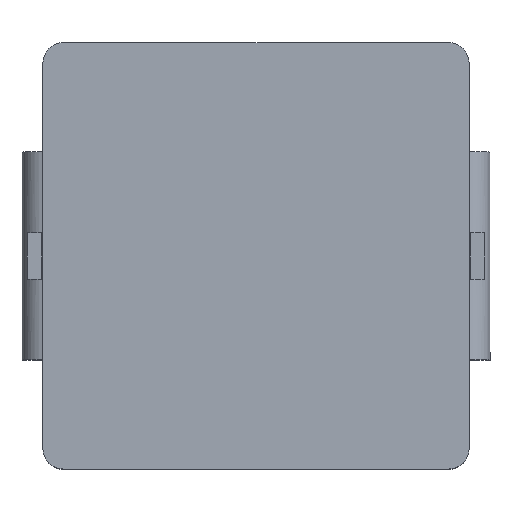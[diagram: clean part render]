
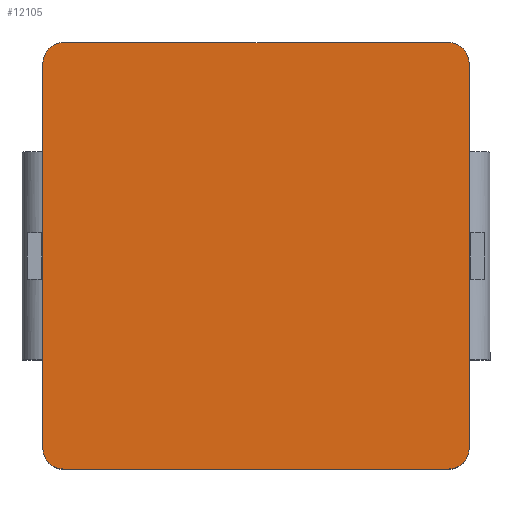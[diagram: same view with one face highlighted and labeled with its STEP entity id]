
A CAD part, top view. The second image highlights one B-rep face of the part: STEP entity #12105.
In plain terms, the highlighted planar face has unit normal (0, 0, 1).
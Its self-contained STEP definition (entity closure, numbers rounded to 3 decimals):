
#34 = CARTESIAN_POINT ( 'NONE',  ( 1.9, 2.05, 1.95 ) ) ;
#146 = ORIENTED_EDGE ( 'NONE', *, *, #3417, .T. ) ;
#749 = CARTESIAN_POINT ( 'NONE',  ( -1.9, -2.05, 1.95 ) ) ;
#1092 = CARTESIAN_POINT ( 'NONE',  ( 1.85, 1.85, 1.95 ) ) ;
#1515 = CIRCLE ( 'NONE', #5478, 0.2 ) ;
#2092 = VERTEX_POINT ( 'NONE', #5728 ) ;
#2174 = EDGE_CURVE ( 'NONE', #3329, #6019, #3237, .T. ) ;
#2350 = AXIS2_PLACEMENT_3D ( 'NONE', #1092, #10782, #12941 ) ;
#2551 = VECTOR ( 'NONE', #4935, 1000. ) ;
#2627 = DIRECTION ( 'NONE',  ( 0., 1., 0. ) ) ;
#2708 = CIRCLE ( 'NONE', #4464, 0.2 ) ;
#2781 = CARTESIAN_POINT ( 'NONE',  ( 2.05, 1.85, 1.95 ) ) ;
#2951 = ORIENTED_EDGE ( 'NONE', *, *, #12995, .T. ) ;
#2978 = ORIENTED_EDGE ( 'NONE', *, *, #3760, .T. ) ;
#3037 = VECTOR ( 'NONE', #3419, 1000. ) ;
#3083 = LINE ( 'NONE', #4032, #11703 ) ;
#3237 = LINE ( 'NONE', #34, #7182 ) ;
#3329 = VERTEX_POINT ( 'NONE', #11243 ) ;
#3417 = EDGE_CURVE ( 'NONE', #2092, #4499, #3083, .T. ) ;
#3419 = DIRECTION ( 'NONE',  ( 0., -1., 0. ) ) ;
#3486 = DIRECTION ( 'NONE',  ( 0., 0., 1. ) ) ;
#3760 = EDGE_CURVE ( 'NONE', #6019, #12015, #10863, .T. ) ;
#4032 = CARTESIAN_POINT ( 'NONE',  ( 2.05, -1.9, 1.95 ) ) ;
#4063 = DIRECTION ( 'NONE',  ( 0., 1., 0. ) ) ;
#4067 = CARTESIAN_POINT ( 'NONE',  ( -1.85, -1.85, 1.95 ) ) ;
#4464 = AXIS2_PLACEMENT_3D ( 'NONE', #13108, #12078, #2627 ) ;
#4499 = VERTEX_POINT ( 'NONE', #2781 ) ;
#4510 = VERTEX_POINT ( 'NONE', #9072 ) ;
#4935 = DIRECTION ( 'NONE',  ( 1., 0., 0. ) ) ;
#5478 = AXIS2_PLACEMENT_3D ( 'NONE', #4067, #12499, #9481 ) ;
#5728 = CARTESIAN_POINT ( 'NONE',  ( 2.05, -1.85, 1.95 ) ) ;
#5878 = DIRECTION ( 'NONE',  ( 0., 0., 1. ) ) ;
#5901 = AXIS2_PLACEMENT_3D ( 'NONE', #13545, #3486, #4063 ) ;
#5984 = AXIS2_PLACEMENT_3D ( 'NONE', #12226, #5878, #7130 ) ;
#6019 = VERTEX_POINT ( 'NONE', #8339 ) ;
#6154 = LINE ( 'NONE', #11730, #3037 ) ;
#6584 = ORIENTED_EDGE ( 'NONE', *, *, #6939, .T. ) ;
#6927 = VERTEX_POINT ( 'NONE', #8195 ) ;
#6939 = EDGE_CURVE ( 'NONE', #6927, #7902, #11253, .T. ) ;
#7074 = EDGE_CURVE ( 'NONE', #4499, #3329, #12472, .T. ) ;
#7130 = DIRECTION ( 'NONE',  ( 0., 1., 0. ) ) ;
#7182 = VECTOR ( 'NONE', #7592, 1000. ) ;
#7592 = DIRECTION ( 'NONE',  ( -1., 0., 0. ) ) ;
#7902 = VERTEX_POINT ( 'NONE', #11206 ) ;
#8147 = ORIENTED_EDGE ( 'NONE', *, *, #2174, .T. ) ;
#8195 = CARTESIAN_POINT ( 'NONE',  ( -1.85, -2.05, 1.95 ) ) ;
#8292 = PLANE ( 'NONE',  #5901 ) ;
#8339 = CARTESIAN_POINT ( 'NONE',  ( -1.85, 2.05, 1.95 ) ) ;
#9072 = CARTESIAN_POINT ( 'NONE',  ( -2.05, -1.85, 1.95 ) ) ;
#9136 = CARTESIAN_POINT ( 'NONE',  ( -2.05, 1.85, 1.95 ) ) ;
#9481 = DIRECTION ( 'NONE',  ( 0., 1., 0. ) ) ;
#9617 = ORIENTED_EDGE ( 'NONE', *, *, #7074, .T. ) ;
#9950 = EDGE_LOOP ( 'NONE', ( #12897, #146, #9617, #8147, #2978, #12822, #2951, #6584 ) ) ;
#10782 = DIRECTION ( 'NONE',  ( 0., 0., 1. ) ) ;
#10863 = CIRCLE ( 'NONE', #5984, 0.2 ) ;
#11206 = CARTESIAN_POINT ( 'NONE',  ( 1.85, -2.05, 1.95 ) ) ;
#11243 = CARTESIAN_POINT ( 'NONE',  ( 1.85, 2.05, 1.95 ) ) ;
#11253 = LINE ( 'NONE', #749, #2551 ) ;
#11606 = EDGE_CURVE ( 'NONE', #7902, #2092, #2708, .T. ) ;
#11703 = VECTOR ( 'NONE', #12462, 1000. ) ;
#11730 = CARTESIAN_POINT ( 'NONE',  ( -2.05, 1.9, 1.95 ) ) ;
#12015 = VERTEX_POINT ( 'NONE', #9136 ) ;
#12026 = EDGE_CURVE ( 'NONE', #12015, #4510, #6154, .T. ) ;
#12078 = DIRECTION ( 'NONE',  ( 0., 0., 1. ) ) ;
#12105 = ADVANCED_FACE ( 'NONE', ( #12949 ), #8292, .T. ) ;
#12226 = CARTESIAN_POINT ( 'NONE',  ( -1.85, 1.85, 1.95 ) ) ;
#12462 = DIRECTION ( 'NONE',  ( 0., 1., 0. ) ) ;
#12472 = CIRCLE ( 'NONE', #2350, 0.2 ) ;
#12499 = DIRECTION ( 'NONE',  ( 0., 0., 1. ) ) ;
#12822 = ORIENTED_EDGE ( 'NONE', *, *, #12026, .T. ) ;
#12897 = ORIENTED_EDGE ( 'NONE', *, *, #11606, .T. ) ;
#12941 = DIRECTION ( 'NONE',  ( 0., 1., 0. ) ) ;
#12949 = FACE_OUTER_BOUND ( 'NONE', #9950, .T. ) ;
#12995 = EDGE_CURVE ( 'NONE', #4510, #6927, #1515, .T. ) ;
#13108 = CARTESIAN_POINT ( 'NONE',  ( 1.85, -1.85, 1.95 ) ) ;
#13545 = CARTESIAN_POINT ( 'NONE',  ( 1.9, -1.9, 1.95 ) ) ;
